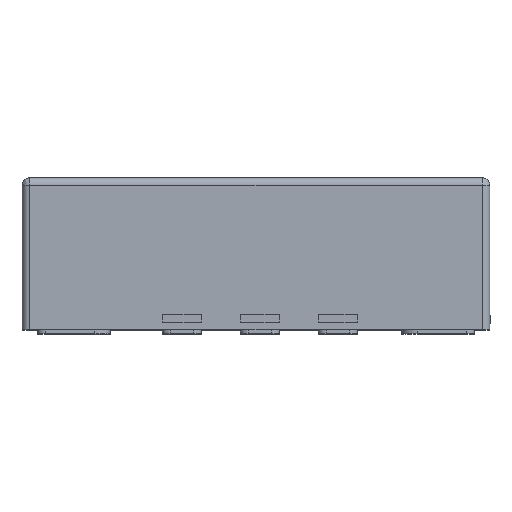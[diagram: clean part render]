
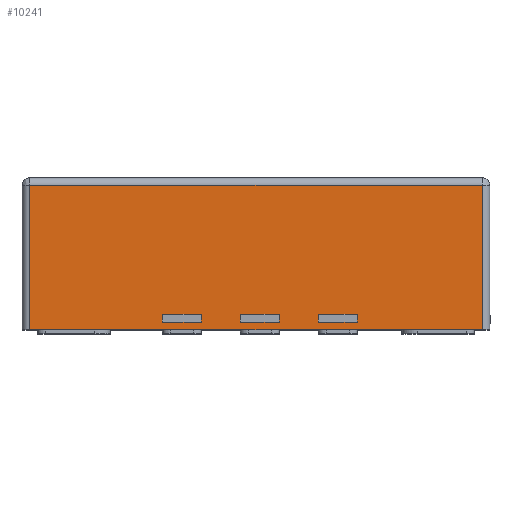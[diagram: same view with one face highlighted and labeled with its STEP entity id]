
A CAD part, top view. The second image highlights one B-rep face of the part: STEP entity #10241.
In plain terms, the highlighted planar face has unit normal (0, 0, 1).
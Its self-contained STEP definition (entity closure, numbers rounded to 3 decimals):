
#19 = CARTESIAN_POINT ( 'NONE',  ( 0.4, 1., 1.5 ) ) ;
#174 = ORIENTED_EDGE ( 'NONE', *, *, #10674, .F. ) ;
#350 = CARTESIAN_POINT ( 'NONE',  ( 0.4, 0.123, 1.5 ) ) ;
#633 = EDGE_LOOP ( 'NONE', ( #15940, #17167, #174, #10615 ) ) ;
#680 = DIRECTION ( 'NONE',  ( 0., -1., 0. ) ) ;
#851 = CARTESIAN_POINT ( 'NONE',  ( -1.45, 0.123, 1.5 ) ) ;
#860 = ORIENTED_EDGE ( 'NONE', *, *, #7298, .F. ) ;
#1050 = DIRECTION ( 'NONE',  ( -1., 0., 0. ) ) ;
#1402 = DIRECTION ( 'NONE',  ( 0., -1., 0. ) ) ;
#1530 = VERTEX_POINT ( 'NONE', #17091 ) ;
#1778 = EDGE_CURVE ( 'NONE', #10134, #18909, #19541, .T. ) ;
#2229 = VECTOR ( 'NONE', #18528, 1000. ) ;
#2324 = ORIENTED_EDGE ( 'NONE', *, *, #5379, .F. ) ;
#2552 = DIRECTION ( 'NONE',  ( -1., 0., 0. ) ) ;
#2570 = CARTESIAN_POINT ( 'NONE',  ( -1.45, 1., 1.5 ) ) ;
#2582 = DIRECTION ( 'NONE',  ( -1., 0., 0. ) ) ;
#2694 = CARTESIAN_POINT ( 'NONE',  ( -0.35, 0.073, 1.5 ) ) ;
#3053 = CARTESIAN_POINT ( 'NONE',  ( 1.45, 0.95, 1.5 ) ) ;
#3203 = VECTOR ( 'NONE', #18333, 1000. ) ;
#3409 = DIRECTION ( 'NONE',  ( 0., -1., 0. ) ) ;
#3560 = ORIENTED_EDGE ( 'NONE', *, *, #14144, .F. ) ;
#3813 = CARTESIAN_POINT ( 'NONE',  ( -0.6, 1., 1.5 ) ) ;
#3883 = CARTESIAN_POINT ( 'NONE',  ( 0.15, 0.073, 1.5 ) ) ;
#4029 = DIRECTION ( 'NONE',  ( 0., 0., -1. ) ) ;
#4104 = VERTEX_POINT ( 'NONE', #6726 ) ;
#4165 = CARTESIAN_POINT ( 'NONE',  ( -1.45, 1., 1.5 ) ) ;
#4274 = EDGE_CURVE ( 'NONE', #14596, #5666, #18550, .T. ) ;
#4468 = DIRECTION ( 'NONE',  ( 0., 1., 0. ) ) ;
#4471 = VECTOR ( 'NONE', #3409, 1000. ) ;
#4604 = CARTESIAN_POINT ( 'NONE',  ( 1.45, 1., 1.5 ) ) ;
#4872 = FACE_BOUND ( 'NONE', #12969, .T. ) ;
#5009 = CARTESIAN_POINT ( 'NONE',  ( 0.15, 1., 1.5 ) ) ;
#5045 = CARTESIAN_POINT ( 'NONE',  ( 0.15, 0.123, 1.5 ) ) ;
#5061 = LINE ( 'NONE', #3813, #10009 ) ;
#5245 = LINE ( 'NONE', #4604, #15168 ) ;
#5314 = CARTESIAN_POINT ( 'NONE',  ( -1.45, 0.073, 1.5 ) ) ;
#5379 = EDGE_CURVE ( 'NONE', #11273, #19044, #5245, .T. ) ;
#5467 = LINE ( 'NONE', #851, #9024 ) ;
#5666 = VERTEX_POINT ( 'NONE', #350 ) ;
#5923 = VERTEX_POINT ( 'NONE', #15348 ) ;
#6591 = DIRECTION ( 'NONE',  ( 1., 0., 0. ) ) ;
#6726 = CARTESIAN_POINT ( 'NONE',  ( -0.6, 0.073, 1.5 ) ) ;
#6741 = ORIENTED_EDGE ( 'NONE', *, *, #17603, .F. ) ;
#7232 = VECTOR ( 'NONE', #11872, 1000. ) ;
#7298 = EDGE_CURVE ( 'NONE', #1530, #14931, #16933, .T. ) ;
#7305 = ORIENTED_EDGE ( 'NONE', *, *, #8245, .F. ) ;
#7461 = LINE ( 'NONE', #14623, #17371 ) ;
#7507 = AXIS2_PLACEMENT_3D ( 'NONE', #4165, #4029, #16153 ) ;
#7684 = LINE ( 'NONE', #19, #3203 ) ;
#7732 = CARTESIAN_POINT ( 'NONE',  ( 1.45, 0.025, 1.5 ) ) ;
#7749 = VERTEX_POINT ( 'NONE', #8313 ) ;
#8047 = CARTESIAN_POINT ( 'NONE',  ( -1.45, 0.95, 1.5 ) ) ;
#8245 = EDGE_CURVE ( 'NONE', #14931, #16625, #10261, .T. ) ;
#8258 = CARTESIAN_POINT ( 'NONE',  ( 0.65, 1., 1.5 ) ) ;
#8313 = CARTESIAN_POINT ( 'NONE',  ( -0.1, 0.123, 1.5 ) ) ;
#8849 = LINE ( 'NONE', #8258, #17114 ) ;
#8954 = EDGE_CURVE ( 'NONE', #18141, #16773, #5467, .T. ) ;
#9024 = VECTOR ( 'NONE', #2582, 1000. ) ;
#9154 = EDGE_CURVE ( 'NONE', #16625, #7749, #18699, .T. ) ;
#9270 = VECTOR ( 'NONE', #1050, 1000. ) ;
#10009 = VECTOR ( 'NONE', #680, 1000. ) ;
#10134 = VERTEX_POINT ( 'NONE', #11357 ) ;
#10163 = EDGE_CURVE ( 'NONE', #19044, #17720, #7461, .T. ) ;
#10241 = ADVANCED_FACE ( 'NONE', ( #11011, #16684, #4872, #12677 ), #19136, .F. ) ;
#10261 = LINE ( 'NONE', #5009, #2229 ) ;
#10275 = CARTESIAN_POINT ( 'NONE',  ( -1.45, 0.123, 1.5 ) ) ;
#10615 = ORIENTED_EDGE ( 'NONE', *, *, #8954, .F. ) ;
#10674 = EDGE_CURVE ( 'NONE', #16773, #4104, #5061, .T. ) ;
#10709 = EDGE_CURVE ( 'NONE', #4104, #14513, #14255, .T. ) ;
#10905 = CARTESIAN_POINT ( 'NONE',  ( -1.45, 0.123, 1.5 ) ) ;
#11011 = FACE_OUTER_BOUND ( 'NONE', #12917, .T. ) ;
#11051 = VECTOR ( 'NONE', #17685, 1000. ) ;
#11180 = ORIENTED_EDGE ( 'NONE', *, *, #9154, .F. ) ;
#11273 = VERTEX_POINT ( 'NONE', #3053 ) ;
#11357 = CARTESIAN_POINT ( 'NONE',  ( 0.4, 0.073, 1.5 ) ) ;
#11487 = ORIENTED_EDGE ( 'NONE', *, *, #15990, .F. ) ;
#11514 = LINE ( 'NONE', #2570, #11051 ) ;
#11772 = ORIENTED_EDGE ( 'NONE', *, *, #17962, .F. ) ;
#11820 = ORIENTED_EDGE ( 'NONE', *, *, #1778, .F. ) ;
#11872 = DIRECTION ( 'NONE',  ( -1., 0., 0. ) ) ;
#12511 = LINE ( 'NONE', #18397, #4471 ) ;
#12677 = FACE_BOUND ( 'NONE', #633, .T. ) ;
#12834 = EDGE_CURVE ( 'NONE', #17720, #5923, #11514, .T. ) ;
#12917 = EDGE_LOOP ( 'NONE', ( #6741, #19403, #14381, #2324 ) ) ;
#12946 = VECTOR ( 'NONE', #4468, 1000. ) ;
#12969 = EDGE_LOOP ( 'NONE', ( #3560, #11820, #11772, #15802 ) ) ;
#13189 = CARTESIAN_POINT ( 'NONE',  ( -1.45, 0.073, 1.5 ) ) ;
#13473 = CARTESIAN_POINT ( 'NONE',  ( 0.65, 0.073, 1.5 ) ) ;
#13889 = CARTESIAN_POINT ( 'NONE',  ( -0.35, 0.123, 1.5 ) ) ;
#13903 = LINE ( 'NONE', #16732, #12946 ) ;
#14073 = VECTOR ( 'NONE', #6591, 1000. ) ;
#14144 = EDGE_CURVE ( 'NONE', #18909, #14596, #8849, .T. ) ;
#14255 = LINE ( 'NONE', #5314, #17557 ) ;
#14381 = ORIENTED_EDGE ( 'NONE', *, *, #10163, .F. ) ;
#14513 = VERTEX_POINT ( 'NONE', #2694 ) ;
#14596 = VERTEX_POINT ( 'NONE', #15120 ) ;
#14609 = CARTESIAN_POINT ( 'NONE',  ( -1.45, 0.025, 1.5 ) ) ;
#14623 = CARTESIAN_POINT ( 'NONE',  ( -1.45, 0.025, 1.5 ) ) ;
#14719 = DIRECTION ( 'NONE',  ( 1., 0., 0. ) ) ;
#14766 = DIRECTION ( 'NONE',  ( 1., 0., 0. ) ) ;
#14931 = VERTEX_POINT ( 'NONE', #3883 ) ;
#15120 = CARTESIAN_POINT ( 'NONE',  ( 0.65, 0.123, 1.5 ) ) ;
#15168 = VECTOR ( 'NONE', #1402, 1000. ) ;
#15348 = CARTESIAN_POINT ( 'NONE',  ( -1.45, 0.95, 1.5 ) ) ;
#15802 = ORIENTED_EDGE ( 'NONE', *, *, #4274, .F. ) ;
#15877 = DIRECTION ( 'NONE',  ( 1., 0., 0. ) ) ;
#15940 = ORIENTED_EDGE ( 'NONE', *, *, #15942, .F. ) ;
#15942 = EDGE_CURVE ( 'NONE', #14513, #18141, #13903, .T. ) ;
#15990 = EDGE_CURVE ( 'NONE', #7749, #1530, #12511, .T. ) ;
#16153 = DIRECTION ( 'NONE',  ( -1., 0., 0. ) ) ;
#16445 = LINE ( 'NONE', #8047, #14073 ) ;
#16625 = VERTEX_POINT ( 'NONE', #5045 ) ;
#16684 = FACE_BOUND ( 'NONE', #16821, .T. ) ;
#16732 = CARTESIAN_POINT ( 'NONE',  ( -0.35, 1., 1.5 ) ) ;
#16773 = VERTEX_POINT ( 'NONE', #17703 ) ;
#16821 = EDGE_LOOP ( 'NONE', ( #7305, #860, #11487, #11180 ) ) ;
#16933 = LINE ( 'NONE', #13189, #17394 ) ;
#17091 = CARTESIAN_POINT ( 'NONE',  ( -0.1, 0.073, 1.5 ) ) ;
#17114 = VECTOR ( 'NONE', #17420, 1000. ) ;
#17167 = ORIENTED_EDGE ( 'NONE', *, *, #10709, .F. ) ;
#17371 = VECTOR ( 'NONE', #2552, 1000. ) ;
#17394 = VECTOR ( 'NONE', #14719, 1000. ) ;
#17420 = DIRECTION ( 'NONE',  ( 0., 1., 0. ) ) ;
#17557 = VECTOR ( 'NONE', #15877, 1000. ) ;
#17603 = EDGE_CURVE ( 'NONE', #5923, #11273, #16445, .T. ) ;
#17685 = DIRECTION ( 'NONE',  ( 0., 1., 0. ) ) ;
#17703 = CARTESIAN_POINT ( 'NONE',  ( -0.6, 0.123, 1.5 ) ) ;
#17720 = VERTEX_POINT ( 'NONE', #14609 ) ;
#17962 = EDGE_CURVE ( 'NONE', #5666, #10134, #7684, .T. ) ;
#18141 = VERTEX_POINT ( 'NONE', #13889 ) ;
#18333 = DIRECTION ( 'NONE',  ( 0., -1., 0. ) ) ;
#18397 = CARTESIAN_POINT ( 'NONE',  ( -0.1, 1., 1.5 ) ) ;
#18528 = DIRECTION ( 'NONE',  ( 0., 1., 0. ) ) ;
#18550 = LINE ( 'NONE', #10275, #7232 ) ;
#18699 = LINE ( 'NONE', #10905, #9270 ) ;
#18909 = VERTEX_POINT ( 'NONE', #13473 ) ;
#19044 = VERTEX_POINT ( 'NONE', #7732 ) ;
#19136 = PLANE ( 'NONE',  #7507 ) ;
#19198 = CARTESIAN_POINT ( 'NONE',  ( -1.45, 0.073, 1.5 ) ) ;
#19316 = VECTOR ( 'NONE', #14766, 1000. ) ;
#19403 = ORIENTED_EDGE ( 'NONE', *, *, #12834, .F. ) ;
#19541 = LINE ( 'NONE', #19198, #19316 ) ;
